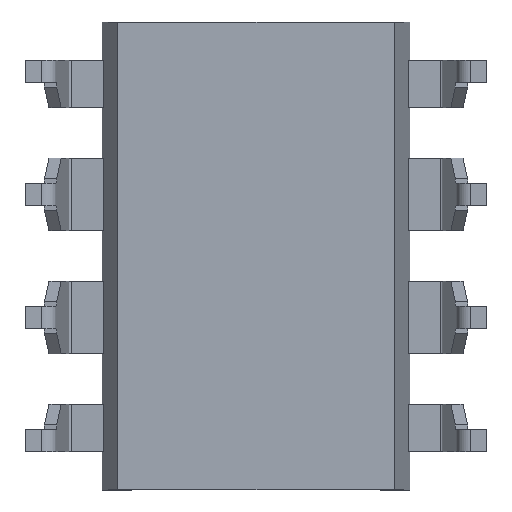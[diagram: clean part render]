
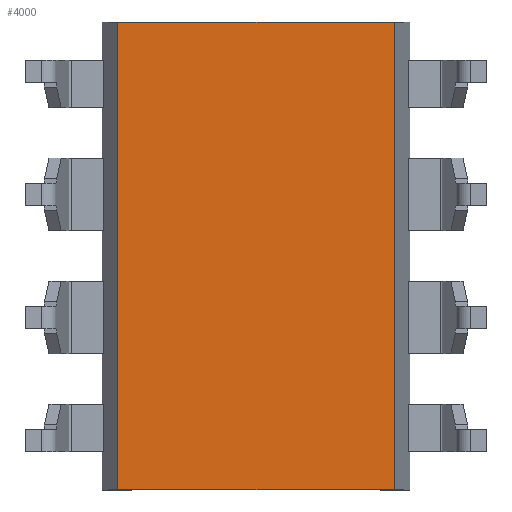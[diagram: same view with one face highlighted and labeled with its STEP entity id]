
A CAD part, front view. The second image highlights one B-rep face of the part: STEP entity #4000.
In plain terms, the highlighted planar face has unit normal (0, -1, 0).
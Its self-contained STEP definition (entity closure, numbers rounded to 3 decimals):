
#15 = VECTOR ( 'NONE', #4381, 1000. ) ;
#105 = CARTESIAN_POINT ( 'NONE',  ( 0., 1.219, 4.826 ) ) ;
#145 = DIRECTION ( 'NONE',  ( 0., 1., 0. ) ) ;
#190 = LINE ( 'NONE', #5006, #4924 ) ;
#347 = AXIS2_PLACEMENT_3D ( 'NONE', #3821, #145, #5017 ) ;
#504 = CARTESIAN_POINT ( 'NONE',  ( 2.848, 1.219, -4.826 ) ) ;
#513 = FACE_OUTER_BOUND ( 'NONE', #1304, .T. ) ;
#564 = DIRECTION ( 'NONE',  ( 0., 0., 1. ) ) ;
#629 = VECTOR ( 'NONE', #4657, 1000. ) ;
#840 = VERTEX_POINT ( 'NONE', #2124 ) ;
#995 = LINE ( 'NONE', #3951, #4957 ) ;
#1304 = EDGE_LOOP ( 'NONE', ( #4844, #1766, #4505, #2982 ) ) ;
#1331 = VERTEX_POINT ( 'NONE', #504 ) ;
#1510 = CARTESIAN_POINT ( 'NONE',  ( 0., 1.219, -4.826 ) ) ;
#1766 = ORIENTED_EDGE ( 'NONE', *, *, #2897, .F. ) ;
#1905 = EDGE_CURVE ( 'NONE', #840, #1331, #2298, .T. ) ;
#2124 = CARTESIAN_POINT ( 'NONE',  ( -2.848, 1.219, -4.826 ) ) ;
#2298 = LINE ( 'NONE', #1510, #15 ) ;
#2523 = LINE ( 'NONE', #105, #629 ) ;
#2605 = EDGE_CURVE ( 'NONE', #1331, #5059, #995, .T. ) ;
#2897 = EDGE_CURVE ( 'NONE', #5113, #5059, #2523, .T. ) ;
#2982 = ORIENTED_EDGE ( 'NONE', *, *, #1905, .T. ) ;
#3399 = PLANE ( 'NONE',  #347 ) ;
#3821 = CARTESIAN_POINT ( 'NONE',  ( -2.848, 1.219, 4.826 ) ) ;
#3951 = CARTESIAN_POINT ( 'NONE',  ( 2.848, 1.219, 4.826 ) ) ;
#4000 = ADVANCED_FACE ( 'NONE', ( #513 ), #3399, .F. ) ;
#4269 = CARTESIAN_POINT ( 'NONE',  ( 2.848, 1.219, 4.826 ) ) ;
#4338 = DIRECTION ( 'NONE',  ( 0., 0., 1. ) ) ;
#4381 = DIRECTION ( 'NONE',  ( 1., 0., 0. ) ) ;
#4505 = ORIENTED_EDGE ( 'NONE', *, *, #5238, .F. ) ;
#4657 = DIRECTION ( 'NONE',  ( 1., 0., 0. ) ) ;
#4694 = CARTESIAN_POINT ( 'NONE',  ( -2.848, 1.219, 4.826 ) ) ;
#4844 = ORIENTED_EDGE ( 'NONE', *, *, #2605, .T. ) ;
#4924 = VECTOR ( 'NONE', #564, 1000. ) ;
#4957 = VECTOR ( 'NONE', #4338, 1000. ) ;
#5006 = CARTESIAN_POINT ( 'NONE',  ( -2.848, 1.219, 4.826 ) ) ;
#5017 = DIRECTION ( 'NONE',  ( -1., 0., 0. ) ) ;
#5059 = VERTEX_POINT ( 'NONE', #4269 ) ;
#5113 = VERTEX_POINT ( 'NONE', #4694 ) ;
#5238 = EDGE_CURVE ( 'NONE', #840, #5113, #190, .T. ) ;
